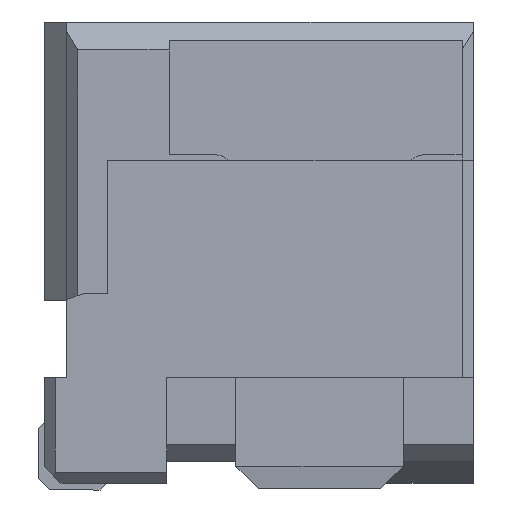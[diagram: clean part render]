
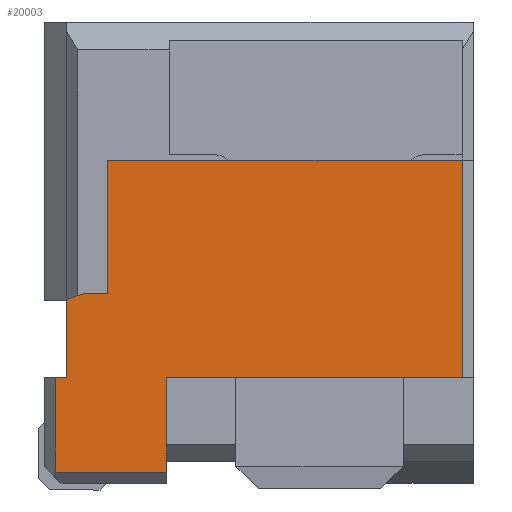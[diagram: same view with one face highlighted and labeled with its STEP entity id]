
A CAD part, left-side view. The second image highlights one B-rep face of the part: STEP entity #20003.
In plain terms, the highlighted planar face has unit normal (-1, 0, 0).
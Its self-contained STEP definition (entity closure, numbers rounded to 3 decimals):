
#83 = VERTEX_POINT ( 'NONE', #17105 ) ;
#1358 = CARTESIAN_POINT ( 'NONE',  ( -4.125, 1.33, 1.65 ) ) ;
#1380 = LINE ( 'NONE', #20074, #12842 ) ;
#1583 = EDGE_CURVE ( 'NONE', #14517, #25563, #5943, .T. ) ;
#1600 = VERTEX_POINT ( 'NONE', #7442 ) ;
#1964 = VECTOR ( 'NONE', #14006, 1000. ) ;
#2352 = DIRECTION ( 'NONE',  ( 0., 0.949, -0.316 ) ) ;
#2435 = EDGE_CURVE ( 'NONE', #14517, #11494, #5793, .T. ) ;
#2472 = DIRECTION ( 'NONE',  ( 0., 0., 1. ) ) ;
#2820 = CARTESIAN_POINT ( 'NONE',  ( -4.125, -1.85, 1.65 ) ) ;
#2871 = ORIENTED_EDGE ( 'NONE', *, *, #4724, .T. ) ;
#3117 = CARTESIAN_POINT ( 'NONE',  ( -4.125, 1.8, -1.15 ) ) ;
#3307 = ORIENTED_EDGE ( 'NONE', *, *, #8276, .F. ) ;
#3568 = CARTESIAN_POINT ( 'NONE',  ( -4.125, 0.8, -0.3 ) ) ;
#4198 = CARTESIAN_POINT ( 'NONE',  ( -4.125, 1.55, 0.45 ) ) ;
#4218 = ORIENTED_EDGE ( 'NONE', *, *, #4313, .T. ) ;
#4313 = EDGE_CURVE ( 'NONE', #17565, #83, #19125, .T. ) ;
#4632 = LINE ( 'NONE', #29250, #27514 ) ;
#4724 = EDGE_CURVE ( 'NONE', #9572, #8020, #11427, .T. ) ;
#4815 = CARTESIAN_POINT ( 'NONE',  ( -4.125, 1.33, 1.65 ) ) ;
#5230 = ORIENTED_EDGE ( 'NONE', *, *, #25320, .F. ) ;
#5793 = LINE ( 'NONE', #13316, #26642 ) ;
#5943 = LINE ( 'NONE', #29142, #6411 ) ;
#6411 = VECTOR ( 'NONE', #8537, 1000. ) ;
#6783 = EDGE_LOOP ( 'NONE', ( #4218, #23718, #20055, #12888, #7654, #5230, #13736, #27395, #29298, #2871, #3307 ) ) ;
#7008 = VERTEX_POINT ( 'NONE', #12622 ) ;
#7276 = DIRECTION ( 'NONE',  ( -1., 0., 0. ) ) ;
#7442 = CARTESIAN_POINT ( 'NONE',  ( -4.125, 1.7, -0.3 ) ) ;
#7654 = ORIENTED_EDGE ( 'NONE', *, *, #27921, .F. ) ;
#8020 = VERTEX_POINT ( 'NONE', #2820 ) ;
#8159 = VERTEX_POINT ( 'NONE', #18423 ) ;
#8276 = EDGE_CURVE ( 'NONE', #17565, #8020, #17510, .T. ) ;
#8537 = DIRECTION ( 'NONE',  ( 0., 0., 1. ) ) ;
#8651 = VECTOR ( 'NONE', #23346, 1000. ) ;
#9572 = VERTEX_POINT ( 'NONE', #12906 ) ;
#11427 = LINE ( 'NONE', #25523, #26011 ) ;
#11494 = VERTEX_POINT ( 'NONE', #3117 ) ;
#11576 = AXIS2_PLACEMENT_3D ( 'NONE', #29733, #7276, #13774 ) ;
#11916 = VECTOR ( 'NONE', #2352, 1000. ) ;
#12622 = CARTESIAN_POINT ( 'NONE',  ( -4.125, 1.55, 0.45 ) ) ;
#12842 = VECTOR ( 'NONE', #19763, 1000. ) ;
#12888 = ORIENTED_EDGE ( 'NONE', *, *, #13566, .T. ) ;
#12906 = CARTESIAN_POINT ( 'NONE',  ( -4.125, -1.85, -0.3 ) ) ;
#13135 = DIRECTION ( 'NONE',  ( 0., -1., 0. ) ) ;
#13316 = CARTESIAN_POINT ( 'NONE',  ( -4.125, 0.8, -1.15 ) ) ;
#13566 = EDGE_CURVE ( 'NONE', #8159, #1600, #4632, .T. ) ;
#13591 = VERTEX_POINT ( 'NONE', #16702 ) ;
#13736 = ORIENTED_EDGE ( 'NONE', *, *, #2435, .F. ) ;
#13774 = DIRECTION ( 'NONE',  ( 0., -1., 0. ) ) ;
#13832 = DIRECTION ( 'NONE',  ( 0., 0., -1. ) ) ;
#14006 = DIRECTION ( 'NONE',  ( 0., 0., -1. ) ) ;
#14035 = DIRECTION ( 'NONE',  ( 0., -1., 0. ) ) ;
#14472 = CARTESIAN_POINT ( 'NONE',  ( -4.125, 1.8, -1.15 ) ) ;
#14517 = VERTEX_POINT ( 'NONE', #18424 ) ;
#15851 = CARTESIAN_POINT ( 'NONE',  ( -4.125, 1.55, 0.45 ) ) ;
#16298 = LINE ( 'NONE', #15851, #19391 ) ;
#16436 = EDGE_CURVE ( 'NONE', #7008, #83, #16298, .T. ) ;
#16629 = PLANE ( 'NONE',  #11576 ) ;
#16702 = CARTESIAN_POINT ( 'NONE',  ( -4.125, 1.8, -0.3 ) ) ;
#17105 = CARTESIAN_POINT ( 'NONE',  ( -4.125, 1.33, 0.45 ) ) ;
#17395 = DIRECTION ( 'NONE',  ( 0., 1., 0. ) ) ;
#17510 = LINE ( 'NONE', #1358, #25672 ) ;
#17565 = VERTEX_POINT ( 'NONE', #28539 ) ;
#18423 = CARTESIAN_POINT ( 'NONE',  ( -4.125, 1.7, 0.4 ) ) ;
#18424 = CARTESIAN_POINT ( 'NONE',  ( -4.125, 0.8, -1.15 ) ) ;
#18848 = FACE_OUTER_BOUND ( 'NONE', #6783, .T. ) ;
#19098 = EDGE_CURVE ( 'NONE', #25563, #9572, #1380, .T. ) ;
#19125 = LINE ( 'NONE', #4815, #1964 ) ;
#19368 = VECTOR ( 'NONE', #27929, 1000. ) ;
#19391 = VECTOR ( 'NONE', #14035, 1000. ) ;
#19763 = DIRECTION ( 'NONE',  ( 0., -1., 0. ) ) ;
#20003 = ADVANCED_FACE ( 'NONE', ( #18848 ), #16629, .T. ) ;
#20055 = ORIENTED_EDGE ( 'NONE', *, *, #24031, .T. ) ;
#20074 = CARTESIAN_POINT ( 'NONE',  ( -4.125, 0.8, -0.3 ) ) ;
#20686 = CARTESIAN_POINT ( 'NONE',  ( -4.125, 1.8, -0.3 ) ) ;
#23346 = DIRECTION ( 'NONE',  ( 0., 0., 1. ) ) ;
#23718 = ORIENTED_EDGE ( 'NONE', *, *, #16436, .F. ) ;
#24031 = EDGE_CURVE ( 'NONE', #7008, #8159, #25104, .T. ) ;
#25104 = LINE ( 'NONE', #4198, #11916 ) ;
#25320 = EDGE_CURVE ( 'NONE', #11494, #13591, #28013, .T. ) ;
#25523 = CARTESIAN_POINT ( 'NONE',  ( -4.125, -1.85, -0.3 ) ) ;
#25563 = VERTEX_POINT ( 'NONE', #3568 ) ;
#25672 = VECTOR ( 'NONE', #13135, 1000. ) ;
#26011 = VECTOR ( 'NONE', #2472, 1000. ) ;
#26642 = VECTOR ( 'NONE', #17395, 1000. ) ;
#27395 = ORIENTED_EDGE ( 'NONE', *, *, #1583, .T. ) ;
#27473 = LINE ( 'NONE', #20686, #19368 ) ;
#27514 = VECTOR ( 'NONE', #13832, 1000. ) ;
#27921 = EDGE_CURVE ( 'NONE', #13591, #1600, #27473, .T. ) ;
#27929 = DIRECTION ( 'NONE',  ( 0., -1., 0. ) ) ;
#28013 = LINE ( 'NONE', #14472, #8651 ) ;
#28539 = CARTESIAN_POINT ( 'NONE',  ( -4.125, 1.33, 1.65 ) ) ;
#29142 = CARTESIAN_POINT ( 'NONE',  ( -4.125, 0.8, -1.15 ) ) ;
#29250 = CARTESIAN_POINT ( 'NONE',  ( -4.125, 1.7, 0.4 ) ) ;
#29298 = ORIENTED_EDGE ( 'NONE', *, *, #19098, .T. ) ;
#29733 = CARTESIAN_POINT ( 'NONE',  ( -4.125, -0.535, 0.675 ) ) ;
